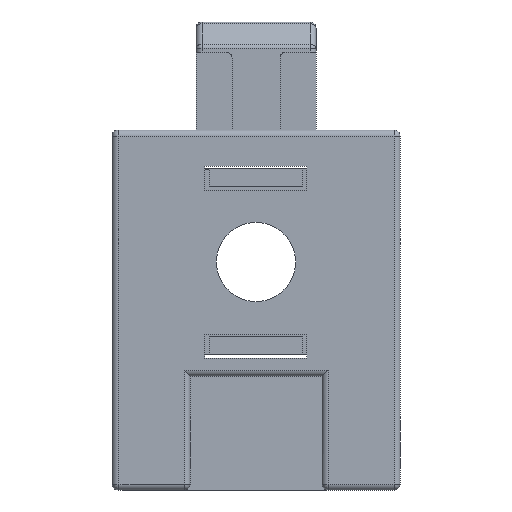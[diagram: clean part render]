
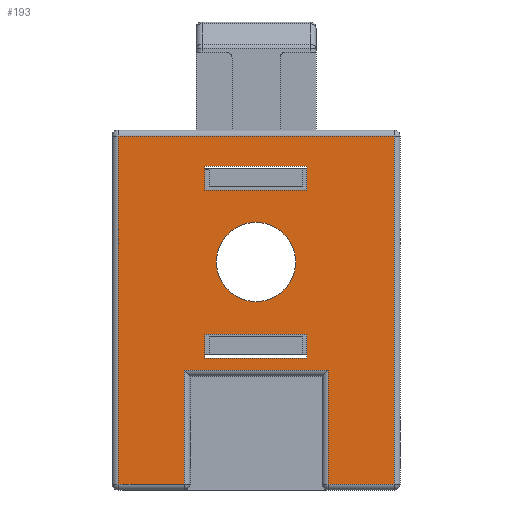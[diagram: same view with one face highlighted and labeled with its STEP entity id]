
A CAD part, front view. The second image highlights one B-rep face of the part: STEP entity #193.
In plain terms, the highlighted planar face has unit normal (0, -1, 0).
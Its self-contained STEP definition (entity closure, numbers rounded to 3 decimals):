
#193=ADVANCED_FACE('NONE',(#518,#519,#520,#521),#522,.F.);
#518=FACE_OUTER_BOUND('',#988,.T.);
#519=FACE_BOUND('',#989,.T.);
#520=FACE_BOUND('',#990,.T.);
#521=FACE_BOUND('',#991,.T.);
#522=PLANE('',#992);
#988=EDGE_LOOP('',(#1586,#1587,#1588,#1589,#1590,#1591,#1592,#1593));
#989=EDGE_LOOP('',(#1594,#1595,#1596,#1597));
#990=EDGE_LOOP('',(#1598,#1599,#1600,#1601));
#991=EDGE_LOOP('',(#1602,#1603));
#992=AXIS2_PLACEMENT_3D('',#1604,#1605,#1606);
#1586=ORIENTED_EDGE('',*,*,#2895,.T.);
#1587=ORIENTED_EDGE('',*,*,#2896,.T.);
#1588=ORIENTED_EDGE('',*,*,#2897,.T.);
#1589=ORIENTED_EDGE('',*,*,#2898,.T.);
#1590=ORIENTED_EDGE('',*,*,#2899,.T.);
#1591=ORIENTED_EDGE('',*,*,#2900,.T.);
#1592=ORIENTED_EDGE('',*,*,#2901,.T.);
#1593=ORIENTED_EDGE('',*,*,#2902,.T.);
#1594=ORIENTED_EDGE('',*,*,#2903,.T.);
#1595=ORIENTED_EDGE('',*,*,#2904,.T.);
#1596=ORIENTED_EDGE('',*,*,#2905,.T.);
#1597=ORIENTED_EDGE('',*,*,#2906,.T.);
#1598=ORIENTED_EDGE('',*,*,#2907,.T.);
#1599=ORIENTED_EDGE('',*,*,#2908,.T.);
#1600=ORIENTED_EDGE('',*,*,#2909,.T.);
#1601=ORIENTED_EDGE('',*,*,#2910,.T.);
#1602=ORIENTED_EDGE('',*,*,#2911,.T.);
#1603=ORIENTED_EDGE('',*,*,#2860,.T.);
#1604=CARTESIAN_POINT('',(12.0,0.,-19.0));
#1605=DIRECTION('',(-0.0,1.0,0.));
#1606=DIRECTION('',(1.0,0.0,0.0));
#2860=EDGE_CURVE('NONE',#3389,#3390,#3391,.T.);
#2895=EDGE_CURVE('NONE',#3456,#3457,#3458,.T.);
#2896=EDGE_CURVE('NONE',#3457,#3459,#3460,.T.);
#2897=EDGE_CURVE('NONE',#3459,#3461,#3462,.T.);
#2898=EDGE_CURVE('NONE',#3461,#3463,#3464,.T.);
#2899=EDGE_CURVE('NONE',#3463,#3465,#3466,.T.);
#2900=EDGE_CURVE('NONE',#3465,#3467,#3468,.T.);
#2901=EDGE_CURVE('NONE',#3467,#3469,#3470,.T.);
#2902=EDGE_CURVE('NONE',#3469,#3456,#3471,.T.);
#2903=EDGE_CURVE('NONE',#3472,#3473,#3474,.T.);
#2904=EDGE_CURVE('NONE',#3473,#3475,#3476,.T.);
#2905=EDGE_CURVE('NONE',#3475,#3477,#3478,.T.);
#2906=EDGE_CURVE('NONE',#3477,#3472,#3479,.T.);
#2907=EDGE_CURVE('NONE',#3480,#3481,#3482,.T.);
#2908=EDGE_CURVE('NONE',#3481,#3483,#3484,.T.);
#2909=EDGE_CURVE('NONE',#3483,#3485,#3486,.T.);
#2910=EDGE_CURVE('NONE',#3485,#3480,#3487,.T.);
#2911=EDGE_CURVE('NONE',#3390,#3389,#3488,.T.);
#3389=VERTEX_POINT('NONE',#4140);
#3390=VERTEX_POINT('NONE',#4141);
#3391=CIRCLE('',#4142,3.3);
#3456=VERTEX_POINT('NONE',#4273);
#3457=VERTEX_POINT('NONE',#4274);
#3458=LINE('',#4275,#4276);
#3459=VERTEX_POINT('NONE',#4277);
#3460=LINE('',#4278,#4279);
#3461=VERTEX_POINT('NONE',#4280);
#3462=LINE('',#4281,#4282);
#3463=VERTEX_POINT('NONE',#4283);
#3464=LINE('',#4284,#4285);
#3465=VERTEX_POINT('NONE',#4286);
#3466=LINE('',#4287,#4288);
#3467=VERTEX_POINT('NONE',#4289);
#3468=LINE('',#4290,#4291);
#3469=VERTEX_POINT('NONE',#4292);
#3470=LINE('',#4293,#4294);
#3471=LINE('',#4295,#4296);
#3472=VERTEX_POINT('NONE',#4297);
#3473=VERTEX_POINT('NONE',#4298);
#3474=LINE('',#4299,#4300);
#3475=VERTEX_POINT('NONE',#4301);
#3476=LINE('',#4302,#4303);
#3477=VERTEX_POINT('NONE',#4304);
#3478=LINE('',#4305,#4306);
#3479=LINE('',#4307,#4308);
#3480=VERTEX_POINT('NONE',#4309);
#3481=VERTEX_POINT('NONE',#4310);
#3482=LINE('',#4311,#4312);
#3483=VERTEX_POINT('NONE',#4313);
#3484=LINE('',#4314,#4315);
#3485=VERTEX_POINT('NONE',#4316);
#3486=LINE('',#4317,#4318);
#3487=LINE('',#4319,#4320);
#3488=CIRCLE('',#4321,3.3);
#4140=CARTESIAN_POINT('',(0.,0.,-3.3));
#4141=CARTESIAN_POINT('',(0.0,0.,3.3));
#4142=AXIS2_PLACEMENT_3D('',#5283,#5284,#5285);
#4273=CARTESIAN_POINT('',(-11.5,0.,-18.5));
#4274=CARTESIAN_POINT('',(-6.,0.,-18.5));
#4275=CARTESIAN_POINT('',(12.0,0.,-18.5));
#4276=VECTOR('',#5315,1000.0);
#4277=CARTESIAN_POINT('',(-6.0,0.,-9.0));
#4278=CARTESIAN_POINT('',(-6.,0.,-19.0));
#4279=VECTOR('',#5316,1000.0);
#4280=CARTESIAN_POINT('',(6.0,0.,-9.0));
#4281=CARTESIAN_POINT('',(12.0,0.,-9.0));
#4282=VECTOR('',#5317,1000.0);
#4283=CARTESIAN_POINT('',(6.0,0.,-18.5));
#4284=CARTESIAN_POINT('',(6.0,0.,-19.0));
#4285=VECTOR('',#5318,1000.0);
#4286=CARTESIAN_POINT('',(11.5,0.,-18.5));
#4287=CARTESIAN_POINT('',(12.0,0.,-18.5));
#4288=VECTOR('',#5319,1000.0);
#4289=CARTESIAN_POINT('',(11.5,0.,10.5));
#4290=CARTESIAN_POINT('',(11.5,0.,10.5));
#4291=VECTOR('',#5320,1000.0);
#4292=CARTESIAN_POINT('',(-11.5,0.,10.5));
#4293=CARTESIAN_POINT('',(12.0,0.,10.5));
#4294=VECTOR('',#5321,1000.0);
#4295=CARTESIAN_POINT('',(-11.5,0.,-19.0));
#4296=VECTOR('',#5322,1000.0);
#4297=CARTESIAN_POINT('',(-4.25,0.,6.0));
#4298=CARTESIAN_POINT('',(-4.25,0.,8.0));
#4299=CARTESIAN_POINT('',(-4.25,0.,8.0));
#4300=VECTOR('',#5323,1000.0);
#4301=CARTESIAN_POINT('',(4.25,0.,8.0));
#4302=CARTESIAN_POINT('',(-4.25,0.,8.0));
#4303=VECTOR('',#5324,1000.0);
#4304=CARTESIAN_POINT('',(4.25,0.,6.0));
#4305=CARTESIAN_POINT('',(4.25,0.,8.0));
#4306=VECTOR('',#5325,1000.0);
#4307=CARTESIAN_POINT('',(-4.25,0.,6.0));
#4308=VECTOR('',#5326,1000.0);
#4309=CARTESIAN_POINT('',(4.25,0.,-8.0));
#4310=CARTESIAN_POINT('',(-4.25,0.,-8.0));
#4311=CARTESIAN_POINT('',(-4.25,0.,-8.0));
#4312=VECTOR('',#5327,1000.0);
#4313=CARTESIAN_POINT('',(-4.25,0.,-6.0));
#4314=CARTESIAN_POINT('',(-4.25,0.,-8.0));
#4315=VECTOR('',#5328,1000.0);
#4316=CARTESIAN_POINT('',(4.25,0.,-6.0));
#4317=CARTESIAN_POINT('',(-4.25,0.,-6.0));
#4318=VECTOR('',#5329,1000.0);
#4319=CARTESIAN_POINT('',(4.25,0.,-8.0));
#4320=VECTOR('',#5330,1000.0);
#4321=AXIS2_PLACEMENT_3D('',#5331,#5332,#5333);
#5283=CARTESIAN_POINT('',(0.0,0.,0.0));
#5284=DIRECTION('',(0.0,1.0,0.0));
#5285=DIRECTION('',(0.0,0.0,1.0));
#5315=DIRECTION('',(1.0,-0.0,-0.0));
#5316=DIRECTION('',(0.,0.,1.0));
#5317=DIRECTION('',(1.0,0.,0.));
#5318=DIRECTION('',(0.,0.,-1.0));
#5319=DIRECTION('',(1.0,-0.0,-0.0));
#5320=DIRECTION('',(-0.0,0.,1.0));
#5321=DIRECTION('',(-1.0,0.0,0.0));
#5322=DIRECTION('',(0.0,0.,-1.0));
#5323=DIRECTION('',(0.,-0.0,1.0));
#5324=DIRECTION('',(1.0,0.0,0.0));
#5325=DIRECTION('',(0.,0.0,-1.0));
#5326=DIRECTION('',(-1.0,-0.0,-0.0));
#5327=DIRECTION('',(-1.0,-0.0,-0.0));
#5328=DIRECTION('',(0.,0.0,1.0));
#5329=DIRECTION('',(1.0,0.0,0.0));
#5330=DIRECTION('',(0.,-0.0,-1.0));
#5331=CARTESIAN_POINT('',(0.0,0.,0.0));
#5332=DIRECTION('',(0.0,1.0,0.0));
#5333=DIRECTION('',(0.0,0.0,1.0));
